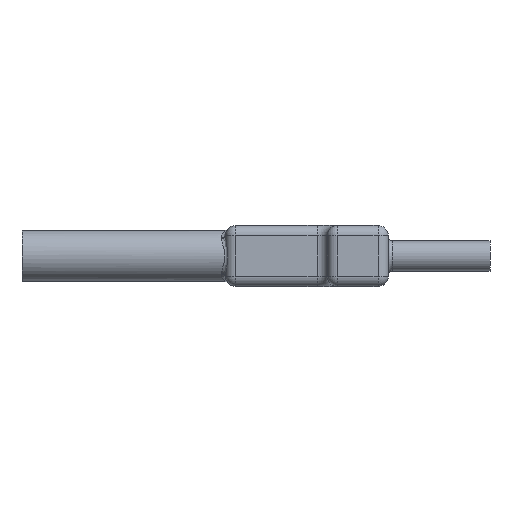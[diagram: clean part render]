
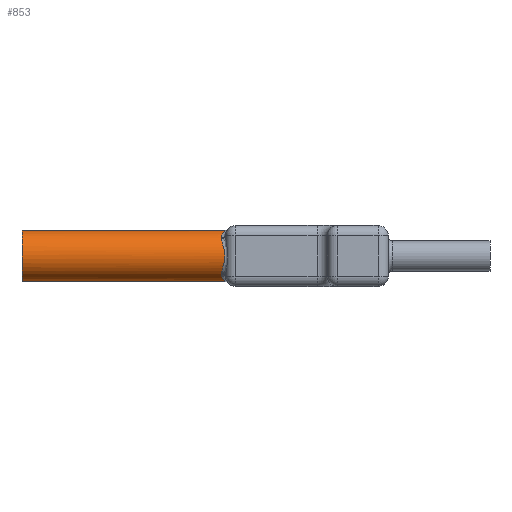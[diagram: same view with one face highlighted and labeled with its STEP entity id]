
A CAD part, front view. The second image highlights one B-rep face of the part: STEP entity #853.
In plain terms, the highlighted cylindrical face has radius 12.5 mm (diameter 25 mm), a full revolution.
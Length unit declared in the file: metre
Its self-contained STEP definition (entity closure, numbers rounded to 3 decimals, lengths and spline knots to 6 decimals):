
#38=B_SPLINE_CURVE_WITH_KNOTS('',3,(#1451,#1452,#1453,#1454),
 .UNSPECIFIED.,.F.,.F.,(4,4),(0.,0.00061),.UNSPECIFIED.);
#39=B_SPLINE_CURVE_WITH_KNOTS('',3,(#1457,#1458,#1459,#1460,#1461,#1462,
#1463,#1464,#1465,#1466),.UNSPECIFIED.,.F.,.F.,(4,1,1,1,1,1,1,4),(0.,0.004821,
0.007231,0.009642,0.012052,0.014462,
0.016873,0.019283),.UNSPECIFIED.);
#40=B_SPLINE_CURVE_WITH_KNOTS('',3,(#1468,#1469,#1470,#1471),
 .UNSPECIFIED.,.F.,.F.,(4,4),(0.,0.00061),.UNSPECIFIED.);
#41=B_SPLINE_CURVE_WITH_KNOTS('',3,(#1473,#1474,#1475,#1476,#1477,#1478,
#1479,#1480,#1481,#1482),.UNSPECIFIED.,.F.,.F.,(4,1,1,1,1,1,1,4),(0.,0.004821,
0.007231,0.009642,0.012052,0.014462,
0.016873,0.019283),.UNSPECIFIED.);
#42=B_SPLINE_CURVE_WITH_KNOTS('',3,(#1484,#1485,#1486,#1487),
 .UNSPECIFIED.,.F.,.F.,(4,4),(0.,0.00061),.UNSPECIFIED.);
#43=B_SPLINE_CURVE_WITH_KNOTS('',3,(#1489,#1490,#1491,#1492,#1493,#1494,
#1495,#1496,#1497,#1498),.UNSPECIFIED.,.F.,.F.,(4,1,1,1,1,1,1,4),(0.,0.004821,
0.007231,0.009642,0.012052,0.014462,
0.016873,0.019283),.UNSPECIFIED.);
#44=B_SPLINE_CURVE_WITH_KNOTS('',3,(#1500,#1501,#1502,#1503),
 .UNSPECIFIED.,.F.,.F.,(4,4),(0.,0.00061),.UNSPECIFIED.);
#45=B_SPLINE_CURVE_WITH_KNOTS('',3,(#1505,#1506,#1507,#1508,#1509,#1510,
#1511,#1512,#1513,#1514),.UNSPECIFIED.,.F.,.F.,(4,1,1,1,1,1,1,4),(0.,0.004821,
0.007231,0.009642,0.012052,0.014462,
0.016873,0.019283),.UNSPECIFIED.);
#54=CYLINDRICAL_SURFACE('',#937,0.0125);
#87=CIRCLE('',#938,0.0125);
#198=ORIENTED_EDGE('',*,*,#452,.T.);
#199=ORIENTED_EDGE('',*,*,#453,.T.);
#200=ORIENTED_EDGE('',*,*,#454,.T.);
#201=ORIENTED_EDGE('',*,*,#455,.T.);
#202=ORIENTED_EDGE('',*,*,#456,.T.);
#203=ORIENTED_EDGE('',*,*,#457,.T.);
#204=ORIENTED_EDGE('',*,*,#458,.T.);
#205=ORIENTED_EDGE('',*,*,#459,.T.);
#206=ORIENTED_EDGE('',*,*,#460,.F.);
#452=EDGE_CURVE('',#579,#580,#38,.T.);
#453=EDGE_CURVE('',#580,#581,#39,.T.);
#454=EDGE_CURVE('',#581,#582,#40,.T.);
#455=EDGE_CURVE('',#582,#583,#41,.T.);
#456=EDGE_CURVE('',#583,#584,#42,.T.);
#457=EDGE_CURVE('',#584,#585,#43,.T.);
#458=EDGE_CURVE('',#585,#586,#44,.T.);
#459=EDGE_CURVE('',#586,#579,#45,.T.);
#460=EDGE_CURVE('',#587,#587,#87,.T.);
#579=VERTEX_POINT('',#1455);
#580=VERTEX_POINT('',#1456);
#581=VERTEX_POINT('',#1467);
#582=VERTEX_POINT('',#1472);
#583=VERTEX_POINT('',#1483);
#584=VERTEX_POINT('',#1488);
#585=VERTEX_POINT('',#1499);
#586=VERTEX_POINT('',#1504);
#587=VERTEX_POINT('',#1516);
#699=EDGE_LOOP('',(#198,#199,#200,#201,#202,#203,#204,#205));
#700=EDGE_LOOP('',(#206));
#771=FACE_BOUND('',#699,.T.);
#772=FACE_BOUND('',#700,.T.);
#853=ADVANCED_FACE('',(#771,#772),#54,.T.);
#937=AXIS2_PLACEMENT_3D('',#1450,#1122,#1123);
#938=AXIS2_PLACEMENT_3D('',#1515,#1124,#1125);
#1122=DIRECTION('',(1.,0.,0.));
#1123=DIRECTION('',(0.,0.,-1.));
#1124=DIRECTION('',(-1.,0.,0.));
#1125=DIRECTION('',(0.,0.,1.));
#1450=CARTESIAN_POINT('',(-0.165,0.,0.));
#1451=CARTESIAN_POINT('',(-0.066982,-0.008621,-0.009052));
#1452=CARTESIAN_POINT('',(-0.066994,-0.008768,-0.008912));
#1453=CARTESIAN_POINT('',(-0.066994,-0.008912,-0.008768));
#1454=CARTESIAN_POINT('',(-0.066982,-0.009052,-0.008621));
#1455=CARTESIAN_POINT('',(-0.066982,-0.008621,-0.009052));
#1456=CARTESIAN_POINT('',(-0.066982,-0.009052,-0.008621));
#1457=CARTESIAN_POINT('',(-0.066982,-0.009052,-0.008621));
#1458=CARTESIAN_POINT('',(-0.066889,-0.010172,-0.007445));
#1459=CARTESIAN_POINT('',(-0.066263,-0.011444,-0.00544));
#1460=CARTESIAN_POINT('',(-0.065523,-0.012343,-0.002408));
#1461=CARTESIAN_POINT('',(-0.065282,-0.012578,-0.000012));
#1462=CARTESIAN_POINT('',(-0.065521,-0.012344,0.002408));
#1463=CARTESIAN_POINT('',(-0.066078,-0.01167,0.004678));
#1464=CARTESIAN_POINT('',(-0.066674,-0.0106,0.006765));
#1465=CARTESIAN_POINT('',(-0.066936,-0.009611,0.008033));
#1466=CARTESIAN_POINT('',(-0.066982,-0.009052,0.008621));
#1467=CARTESIAN_POINT('',(-0.066982,-0.009052,0.008621));
#1468=CARTESIAN_POINT('',(-0.066982,-0.009052,0.008621));
#1469=CARTESIAN_POINT('',(-0.066994,-0.008912,0.008768));
#1470=CARTESIAN_POINT('',(-0.066994,-0.008768,0.008912));
#1471=CARTESIAN_POINT('',(-0.066982,-0.008621,0.009052));
#1472=CARTESIAN_POINT('',(-0.066982,-0.008621,0.009052));
#1473=CARTESIAN_POINT('',(-0.066982,-0.008621,0.009052));
#1474=CARTESIAN_POINT('',(-0.066889,-0.007445,0.010172));
#1475=CARTESIAN_POINT('',(-0.066263,-0.00544,0.011444));
#1476=CARTESIAN_POINT('',(-0.065523,-0.002408,0.012343));
#1477=CARTESIAN_POINT('',(-0.065282,-0.000012,0.012578));
#1478=CARTESIAN_POINT('',(-0.065521,0.002408,0.012344));
#1479=CARTESIAN_POINT('',(-0.066078,0.004678,0.01167));
#1480=CARTESIAN_POINT('',(-0.066674,0.006765,0.0106));
#1481=CARTESIAN_POINT('',(-0.066936,0.008033,0.009611));
#1482=CARTESIAN_POINT('',(-0.066982,0.008621,0.009052));
#1483=CARTESIAN_POINT('',(-0.066982,0.008621,0.009052));
#1484=CARTESIAN_POINT('',(-0.066982,0.008621,0.009052));
#1485=CARTESIAN_POINT('',(-0.066994,0.008768,0.008912));
#1486=CARTESIAN_POINT('',(-0.066994,0.008912,0.008768));
#1487=CARTESIAN_POINT('',(-0.066982,0.009052,0.008621));
#1488=CARTESIAN_POINT('',(-0.066982,0.009052,0.008621));
#1489=CARTESIAN_POINT('',(-0.066982,0.009052,0.008621));
#1490=CARTESIAN_POINT('',(-0.066889,0.010172,0.007445));
#1491=CARTESIAN_POINT('',(-0.066263,0.011444,0.00544));
#1492=CARTESIAN_POINT('',(-0.065523,0.012343,0.002408));
#1493=CARTESIAN_POINT('',(-0.065282,0.012578,0.000012));
#1494=CARTESIAN_POINT('',(-0.065521,0.012344,-0.002408));
#1495=CARTESIAN_POINT('',(-0.066078,0.01167,-0.004678));
#1496=CARTESIAN_POINT('',(-0.066674,0.0106,-0.006765));
#1497=CARTESIAN_POINT('',(-0.066936,0.009611,-0.008033));
#1498=CARTESIAN_POINT('',(-0.066982,0.009052,-0.008621));
#1499=CARTESIAN_POINT('',(-0.066982,0.009052,-0.008621));
#1500=CARTESIAN_POINT('',(-0.066982,0.009052,-0.008621));
#1501=CARTESIAN_POINT('',(-0.066994,0.008912,-0.008768));
#1502=CARTESIAN_POINT('',(-0.066994,0.008768,-0.008912));
#1503=CARTESIAN_POINT('',(-0.066982,0.008621,-0.009052));
#1504=CARTESIAN_POINT('',(-0.066982,0.008621,-0.009052));
#1505=CARTESIAN_POINT('',(-0.066982,0.008621,-0.009052));
#1506=CARTESIAN_POINT('',(-0.066889,0.007445,-0.010172));
#1507=CARTESIAN_POINT('',(-0.066263,0.00544,-0.011444));
#1508=CARTESIAN_POINT('',(-0.065523,0.002408,-0.012343));
#1509=CARTESIAN_POINT('',(-0.065282,0.000012,-0.012578));
#1510=CARTESIAN_POINT('',(-0.065521,-0.002408,-0.012344));
#1511=CARTESIAN_POINT('',(-0.066078,-0.004678,-0.01167));
#1512=CARTESIAN_POINT('',(-0.066674,-0.006765,-0.0106));
#1513=CARTESIAN_POINT('',(-0.066936,-0.008033,-0.009611));
#1514=CARTESIAN_POINT('',(-0.066982,-0.008621,-0.009052));
#1515=CARTESIAN_POINT('',(-0.165,0.,0.));
#1516=CARTESIAN_POINT('',(-0.165,0.,0.0125));
